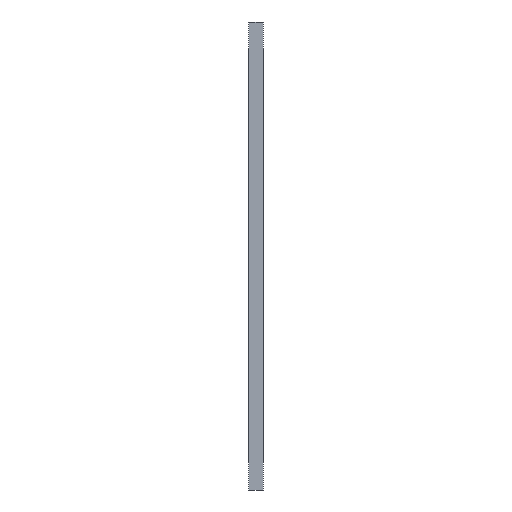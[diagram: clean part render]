
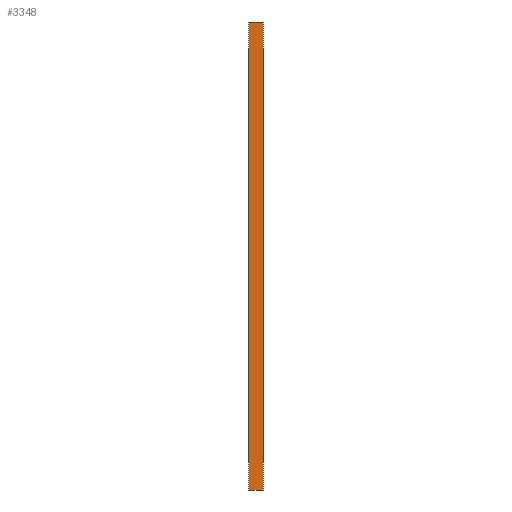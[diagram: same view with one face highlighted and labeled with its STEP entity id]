
A CAD part, left-side view. The second image highlights one B-rep face of the part: STEP entity #3348.
In plain terms, the highlighted planar face has unit normal (-1, 0, 0).
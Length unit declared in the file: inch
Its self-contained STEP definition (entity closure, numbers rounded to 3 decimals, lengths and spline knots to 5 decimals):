
#21=LINE('',#6043,#33);
#22=LINE('',#6052,#34);
#23=LINE('',#6053,#35);
#24=LINE('',#6054,#36);
#33=VECTOR('',#5099,0.3937);
#34=VECTOR('',#5108,0.3937);
#35=VECTOR('',#5109,0.3937);
#36=VECTOR('',#5110,0.3937);
#85=PLANE('',#3938);
#826=FACE_OUTER_BOUND('',#1371,.T.);
#1371=EDGE_LOOP('',(#2898,#2899,#2900,#2901));
#2040=VERTEX_POINT('',#6036);
#2043=VERTEX_POINT('',#6041);
#2046=VERTEX_POINT('',#6050);
#2047=VERTEX_POINT('',#6051);
#2345=EDGE_CURVE('',#2043,#2040,#21,.T.);
#2348=EDGE_CURVE('',#2046,#2047,#22,.T.);
#2349=EDGE_CURVE('',#2047,#2040,#23,.T.);
#2350=EDGE_CURVE('',#2046,#2043,#24,.T.);
#2898=ORIENTED_EDGE('',*,*,#2348,.T.);
#2899=ORIENTED_EDGE('',*,*,#2349,.T.);
#2900=ORIENTED_EDGE('',*,*,#2345,.F.);
#2901=ORIENTED_EDGE('',*,*,#2350,.F.);
#3348=ADVANCED_FACE('',(#826),#85,.T.);
#3938=AXIS2_PLACEMENT_3D('',#6049,#5106,#5107);
#5099=DIRECTION('',(0.,0.,1.));
#5106=DIRECTION('center_axis',(-1.,0.,0.));
#5107=DIRECTION('ref_axis',(0.,0.,1.));
#5108=DIRECTION('',(0.,0.,1.));
#5109=DIRECTION('',(0.,1.,0.));
#5110=DIRECTION('',(0.,1.,0.));
#6036=CARTESIAN_POINT('',(-12.,0.75,12.));
#6041=CARTESIAN_POINT('',(-12.,0.75,-12.));
#6043=CARTESIAN_POINT('',(-12.,0.75,-12.));
#6049=CARTESIAN_POINT('Origin',(-12.,0.,-12.));
#6050=CARTESIAN_POINT('',(-12.,0.,-12.));
#6051=CARTESIAN_POINT('',(-12.,0.,12.));
#6052=CARTESIAN_POINT('',(-12.,0.,-12.));
#6053=CARTESIAN_POINT('',(-12.,0.,12.));
#6054=CARTESIAN_POINT('',(-12.,0.,-12.));
